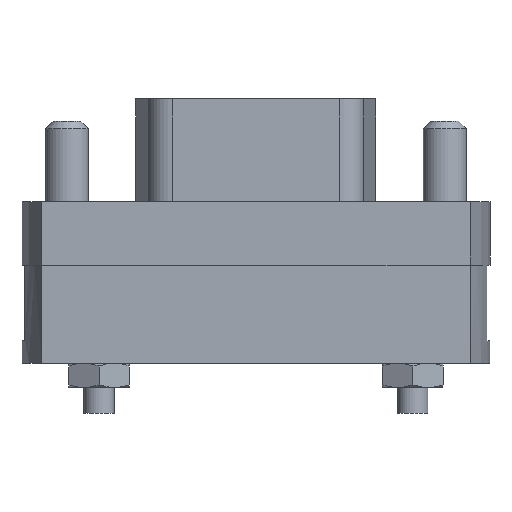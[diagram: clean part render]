
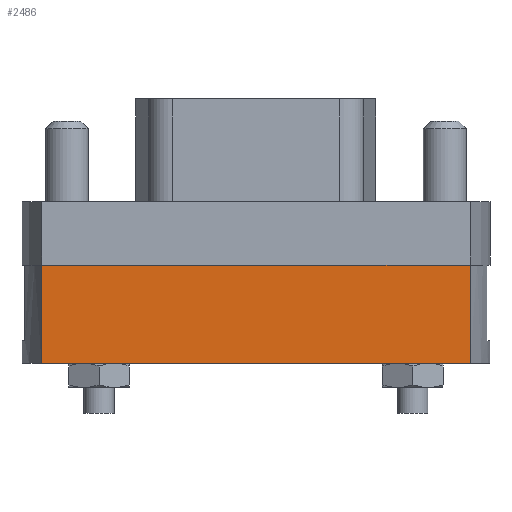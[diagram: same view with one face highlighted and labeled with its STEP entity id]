
A CAD part, front view. The second image highlights one B-rep face of the part: STEP entity #2486.
In plain terms, the highlighted planar face has unit normal (0, -1, 0).
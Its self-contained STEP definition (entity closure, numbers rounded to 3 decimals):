
#203 = DIRECTION ( 'NONE',  ( 1., 0., 0. ) ) ;
#273 = CARTESIAN_POINT ( 'NONE',  ( 14.184, -6.25, 0. ) ) ;
#520 = LINE ( 'NONE', #1946, #1637 ) ;
#590 = VERTEX_POINT ( 'NONE', #4178 ) ;
#669 = DIRECTION ( 'NONE',  ( 1., 0., 0. ) ) ;
#1007 = EDGE_CURVE ( 'NONE', #5669, #590, #520, .T. ) ;
#1228 = LINE ( 'NONE', #5209, #2531 ) ;
#1433 = CARTESIAN_POINT ( 'NONE',  ( 14.184, -6.25, -6.5 ) ) ;
#1637 = VECTOR ( 'NONE', #669, 1000. ) ;
#1803 = CARTESIAN_POINT ( 'NONE',  ( -14.184, -6.25, -6.5 ) ) ;
#1946 = CARTESIAN_POINT ( 'NONE',  ( 14.184, -6.25, -6.5 ) ) ;
#2252 = LINE ( 'NONE', #273, #3035 ) ;
#2394 = DIRECTION ( 'NONE',  ( 0., 0., 1. ) ) ;
#2486 = ADVANCED_FACE ( 'NONE', ( #5590 ), #4894, .T. ) ;
#2531 = VECTOR ( 'NONE', #2394, 1000. ) ;
#2758 = AXIS2_PLACEMENT_3D ( 'NONE', #1433, #7360, #5546 ) ;
#3010 = CARTESIAN_POINT ( 'NONE',  ( 14.184, -6.25, 0. ) ) ;
#3015 = ORIENTED_EDGE ( 'NONE', *, *, #3559, .F. ) ;
#3035 = VECTOR ( 'NONE', #203, 1000. ) ;
#3085 = ORIENTED_EDGE ( 'NONE', *, *, #5304, .T. ) ;
#3144 = VECTOR ( 'NONE', #4041, 1000. ) ;
#3301 = ORIENTED_EDGE ( 'NONE', *, *, #1007, .T. ) ;
#3559 = EDGE_CURVE ( 'NONE', #5669, #3826, #1228, .T. ) ;
#3799 = CARTESIAN_POINT ( 'NONE',  ( -14.184, -6.25, 0. ) ) ;
#3826 = VERTEX_POINT ( 'NONE', #3799 ) ;
#4041 = DIRECTION ( 'NONE',  ( 0., 0., 1. ) ) ;
#4178 = CARTESIAN_POINT ( 'NONE',  ( 14.184, -6.25, -6.5 ) ) ;
#4894 = PLANE ( 'NONE',  #2758 ) ;
#5129 = LINE ( 'NONE', #6944, #3144 ) ;
#5209 = CARTESIAN_POINT ( 'NONE',  ( -14.184, -6.25, -6.5 ) ) ;
#5304 = EDGE_CURVE ( 'NONE', #590, #5869, #5129, .T. ) ;
#5504 = EDGE_LOOP ( 'NONE', ( #6094, #3015, #3301, #3085 ) ) ;
#5546 = DIRECTION ( 'NONE',  ( 1., 0., 0. ) ) ;
#5590 = FACE_OUTER_BOUND ( 'NONE', #5504, .T. ) ;
#5669 = VERTEX_POINT ( 'NONE', #1803 ) ;
#5750 = EDGE_CURVE ( 'NONE', #3826, #5869, #2252, .T. ) ;
#5869 = VERTEX_POINT ( 'NONE', #3010 ) ;
#6094 = ORIENTED_EDGE ( 'NONE', *, *, #5750, .F. ) ;
#6944 = CARTESIAN_POINT ( 'NONE',  ( 14.184, -6.25, -6.5 ) ) ;
#7360 = DIRECTION ( 'NONE',  ( 0., -1., 0. ) ) ;
